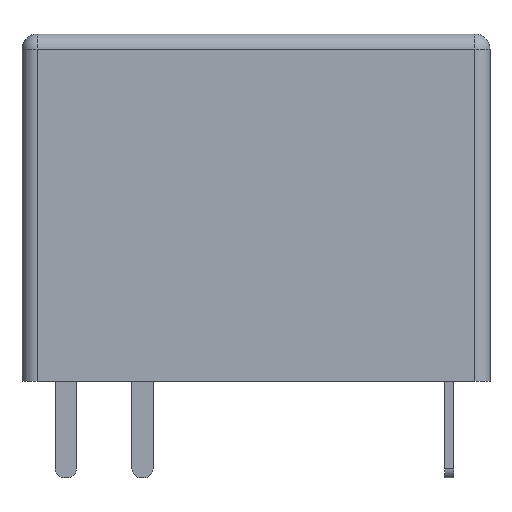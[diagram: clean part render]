
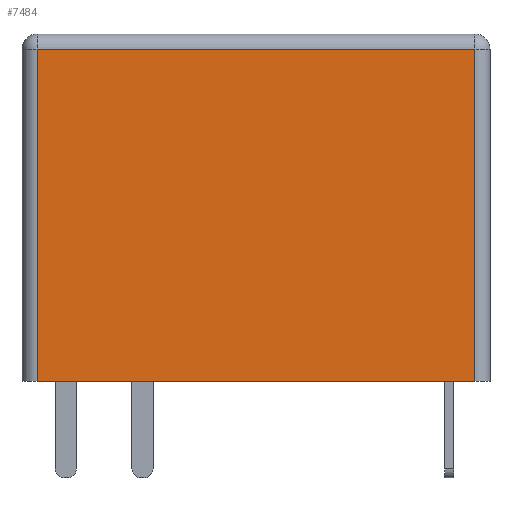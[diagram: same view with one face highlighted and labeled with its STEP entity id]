
A CAD part, front view. The second image highlights one B-rep face of the part: STEP entity #7484.
In plain terms, the highlighted planar face has unit normal (0, -1, 0).
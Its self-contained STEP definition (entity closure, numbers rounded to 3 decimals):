
#991 = DIRECTION ( 'NONE',  ( 0., 0., -1. ) ) ;
#1325 = CARTESIAN_POINT ( 'NONE',  ( -7.75, -5.3, 0. ) ) ;
#1412 = EDGE_CURVE ( 'NONE', #8267, #3666, #8165, .T. ) ;
#1472 = FACE_OUTER_BOUND ( 'NONE', #12068, .T. ) ;
#2393 = DIRECTION ( 'NONE',  ( 0., 1., 0. ) ) ;
#2399 = VECTOR ( 'NONE', #3773, 1000. ) ;
#3511 = CARTESIAN_POINT ( 'NONE',  ( 7.25, -5.3, 0. ) ) ;
#3561 = CARTESIAN_POINT ( 'NONE',  ( -7.75, -5.3, 11.5 ) ) ;
#3666 = VERTEX_POINT ( 'NONE', #10613 ) ;
#3773 = DIRECTION ( 'NONE',  ( 0., 0., 1. ) ) ;
#4335 = CARTESIAN_POINT ( 'NONE',  ( -7.25, -5.3, 11.5 ) ) ;
#5703 = AXIS2_PLACEMENT_3D ( 'NONE', #3561, #2393, #12130 ) ;
#6009 = CARTESIAN_POINT ( 'NONE',  ( 7.25, -5.3, 11.5 ) ) ;
#6236 = VECTOR ( 'NONE', #6511, 1000. ) ;
#6447 = LINE ( 'NONE', #1325, #8185 ) ;
#6508 = EDGE_CURVE ( 'NONE', #8352, #13551, #14690, .T. ) ;
#6511 = DIRECTION ( 'NONE',  ( -1., 0., 0. ) ) ;
#7484 = ADVANCED_FACE ( 'NONE', ( #1472 ), #14410, .F. ) ;
#7856 = ORIENTED_EDGE ( 'NONE', *, *, #8524, .T. ) ;
#8066 = CARTESIAN_POINT ( 'NONE',  ( -7.25, -5.3, 11. ) ) ;
#8165 = LINE ( 'NONE', #4335, #14205 ) ;
#8185 = VECTOR ( 'NONE', #13404, 1000. ) ;
#8267 = VERTEX_POINT ( 'NONE', #8066 ) ;
#8352 = VERTEX_POINT ( 'NONE', #3511 ) ;
#8524 = EDGE_CURVE ( 'NONE', #13551, #8267, #10159, .T. ) ;
#9268 = ORIENTED_EDGE ( 'NONE', *, *, #6508, .T. ) ;
#9544 = CARTESIAN_POINT ( 'NONE',  ( 7.25, -5.3, 11. ) ) ;
#10159 = LINE ( 'NONE', #12672, #6236 ) ;
#10613 = CARTESIAN_POINT ( 'NONE',  ( -7.25, -5.3, 0. ) ) ;
#11912 = EDGE_CURVE ( 'NONE', #3666, #8352, #6447, .T. ) ;
#12068 = EDGE_LOOP ( 'NONE', ( #7856, #13066, #14087, #9268 ) ) ;
#12130 = DIRECTION ( 'NONE',  ( 0., 0., 1. ) ) ;
#12672 = CARTESIAN_POINT ( 'NONE',  ( -7.75, -5.3, 11. ) ) ;
#13066 = ORIENTED_EDGE ( 'NONE', *, *, #1412, .T. ) ;
#13404 = DIRECTION ( 'NONE',  ( 1., 0., 0. ) ) ;
#13551 = VERTEX_POINT ( 'NONE', #9544 ) ;
#14087 = ORIENTED_EDGE ( 'NONE', *, *, #11912, .T. ) ;
#14205 = VECTOR ( 'NONE', #991, 1000. ) ;
#14410 = PLANE ( 'NONE',  #5703 ) ;
#14690 = LINE ( 'NONE', #6009, #2399 ) ;
